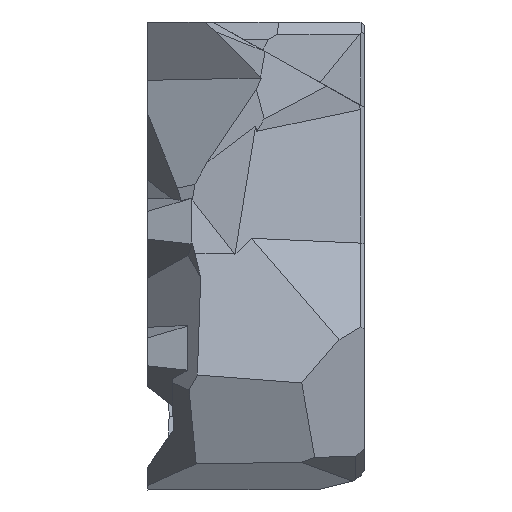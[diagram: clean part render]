
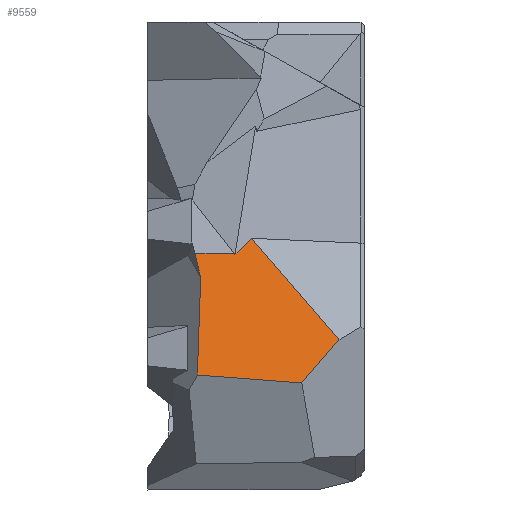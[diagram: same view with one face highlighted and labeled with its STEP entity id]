
A CAD part, left-side view. The second image highlights one B-rep face of the part: STEP entity #9559.
In plain terms, the highlighted planar face has unit normal (-0.966, 0, 0.261).
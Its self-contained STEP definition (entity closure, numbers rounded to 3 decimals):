
#1036=PLANE('',#10152);
#1384=FACE_OUTER_BOUND('',#1883,.T.);
#1883=EDGE_LOOP('',(#7499,#7500,#7501,#7502,#7503,#7504,#7505,#7506));
#2510=LINE('',#23766,#3182);
#2514=LINE('',#23773,#3186);
#2525=LINE('',#23795,#3197);
#2526=LINE('',#23797,#3198);
#2527=LINE('',#23799,#3199);
#2528=LINE('',#23801,#3200);
#2529=LINE('',#23803,#3201);
#2530=LINE('',#23804,#3202);
#3182=VECTOR('',#11294,1000.);
#3186=VECTOR('',#11300,1000.);
#3197=VECTOR('',#11323,1000.);
#3198=VECTOR('',#11324,1000.);
#3199=VECTOR('',#11325,1000.);
#3200=VECTOR('',#11326,1000.);
#3201=VECTOR('',#11327,1000.);
#3202=VECTOR('',#11328,1000.);
#4254=VERTEX_POINT('',#23763);
#4255=VERTEX_POINT('',#23765);
#4257=VERTEX_POINT('',#23771);
#4262=VERTEX_POINT('',#23794);
#4263=VERTEX_POINT('',#23796);
#4264=VERTEX_POINT('',#23798);
#4265=VERTEX_POINT('',#23800);
#4266=VERTEX_POINT('',#23802);
#5489=EDGE_CURVE('',#4255,#4254,#2510,.T.);
#5493=EDGE_CURVE('',#4257,#4254,#2514,.T.);
#5504=EDGE_CURVE('',#4262,#4257,#2525,.T.);
#5505=EDGE_CURVE('',#4262,#4263,#2526,.T.);
#5506=EDGE_CURVE('',#4264,#4263,#2527,.T.);
#5507=EDGE_CURVE('',#4265,#4264,#2528,.T.);
#5508=EDGE_CURVE('',#4266,#4265,#2529,.T.);
#5509=EDGE_CURVE('',#4255,#4266,#2530,.T.);
#7499=ORIENTED_EDGE('',*,*,#5489,.T.);
#7500=ORIENTED_EDGE('',*,*,#5493,.F.);
#7501=ORIENTED_EDGE('',*,*,#5504,.F.);
#7502=ORIENTED_EDGE('',*,*,#5505,.T.);
#7503=ORIENTED_EDGE('',*,*,#5506,.F.);
#7504=ORIENTED_EDGE('',*,*,#5507,.F.);
#7505=ORIENTED_EDGE('',*,*,#5508,.F.);
#7506=ORIENTED_EDGE('',*,*,#5509,.F.);
#9559=ADVANCED_FACE('',(#1384),#1036,.F.);
#10152=AXIS2_PLACEMENT_3D('',#23793,#11321,#11322);
#11294=DIRECTION('',(0.2,0.64,0.742));
#11300=DIRECTION('',(0.185,-0.705,0.685));
#11321=DIRECTION('center_axis',(0.965,0.,
-0.261));
#11322=DIRECTION('ref_axis',(0.,-1.,0.));
#11323=DIRECTION('',(-0.21,-0.59,-0.779));
#11324=DIRECTION('',(0.,1.,0.));
#11325=DIRECTION('',(0.254,0.23,0.94));
#11326=DIRECTION('',(0.26,-0.033,0.965));
#11327=DIRECTION('',(0.02,0.997,0.075));
#11328=DIRECTION('',(-0.2,0.64,-0.742));
#23763=CARTESIAN_POINT('',(-30.604,-13.131,34.17));
#23765=CARTESIAN_POINT('',(-34.062,-24.186,21.352));
#23766=CARTESIAN_POINT('',(-33.525,-22.468,23.344));
#23771=CARTESIAN_POINT('',(-31.151,-11.042,32.142));
#23773=CARTESIAN_POINT('',(-28.391,-21.577,42.369));
#23793=CARTESIAN_POINT('Origin',(-31.121,-27.5,32.254));
#23794=CARTESIAN_POINT('',(-31.121,-10.956,32.254));
#23795=CARTESIAN_POINT('',(-31.026,-10.692,32.604));
#23796=CARTESIAN_POINT('',(-31.121,-5.979,32.254));
#23797=CARTESIAN_POINT('',(-31.121,-27.5,32.254));
#23798=CARTESIAN_POINT('',(-31.929,-6.712,29.257));
#23799=CARTESIAN_POINT('',(-27.9,-3.061,44.189));
#23800=CARTESIAN_POINT('',(-35.265,-6.292,16.896));
#23801=CARTESIAN_POINT('',(-30.401,-6.905,34.919));
#23802=CARTESIAN_POINT('',(-35.534,-19.483,15.897));
#23803=CARTESIAN_POINT('',(-35.564,-20.969,15.785));
#23804=CARTESIAN_POINT('',(-34.793,-21.852,18.645));
